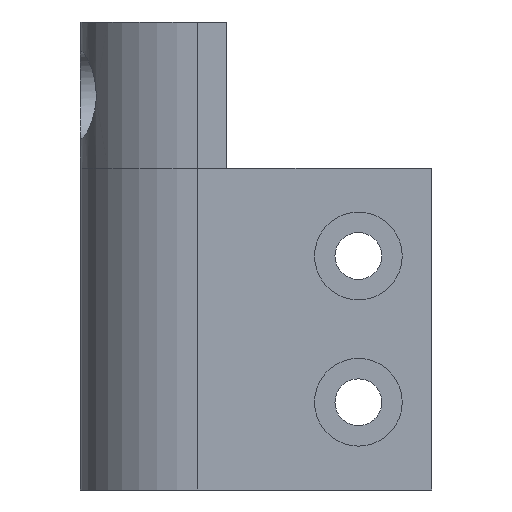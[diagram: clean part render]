
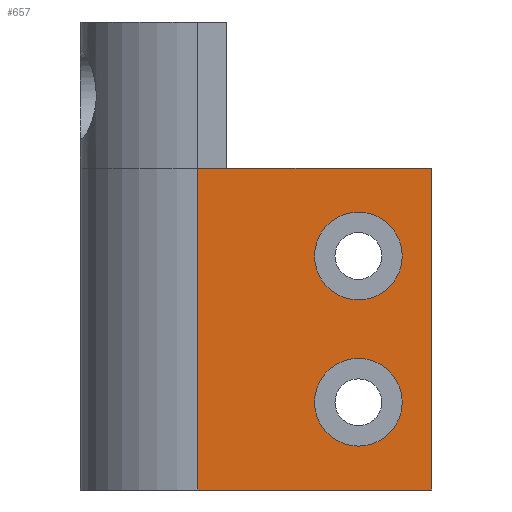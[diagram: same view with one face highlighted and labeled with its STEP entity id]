
A CAD part, left-side view. The second image highlights one B-rep face of the part: STEP entity #657.
In plain terms, the highlighted planar face has unit normal (-1, 0, 0).
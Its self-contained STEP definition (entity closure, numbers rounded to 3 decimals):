
#43 = PLANE('',#44);
#44 = AXIS2_PLACEMENT_3D('',#45,#46,#47);
#45 = CARTESIAN_POINT('',(8.,24.,0.));
#46 = DIRECTION('',(0.,0.,1.));
#47 = DIRECTION('',(1.,0.,0.));
#68 = VERTEX_POINT('',#69);
#69 = CARTESIAN_POINT('',(0.,16.,0.));
#84 = CYLINDRICAL_SURFACE('',#85,8.);
#85 = AXIS2_PLACEMENT_3D('',#86,#87,#88);
#86 = CARTESIAN_POINT('',(8.,16.,0.));
#87 = DIRECTION('',(-0.,-0.,-1.));
#88 = DIRECTION('',(1.,0.,0.));
#96 = EDGE_CURVE('',#97,#68,#99,.T.);
#97 = VERTEX_POINT('',#98);
#98 = CARTESIAN_POINT('',(0.,0.,0.));
#99 = SURFACE_CURVE('',#100,(#104,#111),.PCURVE_S1.);
#100 = LINE('',#101,#102);
#101 = CARTESIAN_POINT('',(0.,0.,0.));
#102 = VECTOR('',#103,1.);
#103 = DIRECTION('',(0.,1.,0.));
#104 = PCURVE('',#43,#105);
#105 = DEFINITIONAL_REPRESENTATION('',(#106),#110);
#106 = LINE('',#107,#108);
#107 = CARTESIAN_POINT('',(-8.,-24.));
#108 = VECTOR('',#109,1.);
#109 = DIRECTION('',(0.,1.));
#110 = ( GEOMETRIC_REPRESENTATION_CONTEXT(2) 
PARAMETRIC_REPRESENTATION_CONTEXT() REPRESENTATION_CONTEXT('2D SPACE',''
  ) );
#111 = PCURVE('',#112,#117);
#112 = PLANE('',#113);
#113 = AXIS2_PLACEMENT_3D('',#114,#115,#116);
#114 = CARTESIAN_POINT('',(0.,0.,0.));
#115 = DIRECTION('',(-1.,0.,0.));
#116 = DIRECTION('',(0.,1.,0.));
#117 = DEFINITIONAL_REPRESENTATION('',(#118),#122);
#118 = LINE('',#119,#120);
#119 = CARTESIAN_POINT('',(0.,0.));
#120 = VECTOR('',#121,1.);
#121 = DIRECTION('',(1.,0.));
#122 = ( GEOMETRIC_REPRESENTATION_CONTEXT(2) 
PARAMETRIC_REPRESENTATION_CONTEXT() REPRESENTATION_CONTEXT('2D SPACE',''
  ) );
#140 = PLANE('',#141);
#141 = AXIS2_PLACEMENT_3D('',#142,#143,#144);
#142 = CARTESIAN_POINT('',(10.,0.,0.));
#143 = DIRECTION('',(0.,-1.,0.));
#144 = DIRECTION('',(-1.,0.,0.));
#440 = VERTEX_POINT('',#441);
#441 = CARTESIAN_POINT('',(0.,16.,22.));
#468 = EDGE_CURVE('',#68,#440,#469,.T.);
#469 = SURFACE_CURVE('',#470,(#474,#481),.PCURVE_S1.);
#470 = LINE('',#471,#472);
#471 = CARTESIAN_POINT('',(0.,16.,0.));
#472 = VECTOR('',#473,1.);
#473 = DIRECTION('',(0.,0.,1.));
#474 = PCURVE('',#84,#475);
#475 = DEFINITIONAL_REPRESENTATION('',(#476),#480);
#476 = LINE('',#477,#478);
#477 = CARTESIAN_POINT('',(-3.142,0.));
#478 = VECTOR('',#479,1.);
#479 = DIRECTION('',(-0.,-1.));
#480 = ( GEOMETRIC_REPRESENTATION_CONTEXT(2) 
PARAMETRIC_REPRESENTATION_CONTEXT() REPRESENTATION_CONTEXT('2D SPACE',''
  ) );
#481 = PCURVE('',#112,#482);
#482 = DEFINITIONAL_REPRESENTATION('',(#483),#487);
#483 = LINE('',#484,#485);
#484 = CARTESIAN_POINT('',(16.,0.));
#485 = VECTOR('',#486,1.);
#486 = DIRECTION('',(0.,-1.));
#487 = ( GEOMETRIC_REPRESENTATION_CONTEXT(2) 
PARAMETRIC_REPRESENTATION_CONTEXT() REPRESENTATION_CONTEXT('2D SPACE',''
  ) );
#657 = ADVANCED_FACE('',(#658,#739,#770),#112,.T.);
#658 = FACE_BOUND('',#659,.T.);
#659 = EDGE_LOOP('',(#660,#683,#711,#737,#738));
#660 = ORIENTED_EDGE('',*,*,#661,.T.);
#661 = EDGE_CURVE('',#97,#662,#664,.T.);
#662 = VERTEX_POINT('',#663);
#663 = CARTESIAN_POINT('',(0.,0.,22.));
#664 = SURFACE_CURVE('',#665,(#669,#676),.PCURVE_S1.);
#665 = LINE('',#666,#667);
#666 = CARTESIAN_POINT('',(0.,0.,0.));
#667 = VECTOR('',#668,1.);
#668 = DIRECTION('',(0.,0.,1.));
#669 = PCURVE('',#112,#670);
#670 = DEFINITIONAL_REPRESENTATION('',(#671),#675);
#671 = LINE('',#672,#673);
#672 = CARTESIAN_POINT('',(0.,0.));
#673 = VECTOR('',#674,1.);
#674 = DIRECTION('',(0.,-1.));
#675 = ( GEOMETRIC_REPRESENTATION_CONTEXT(2) 
PARAMETRIC_REPRESENTATION_CONTEXT() REPRESENTATION_CONTEXT('2D SPACE',''
  ) );
#676 = PCURVE('',#140,#677);
#677 = DEFINITIONAL_REPRESENTATION('',(#678),#682);
#678 = LINE('',#679,#680);
#679 = CARTESIAN_POINT('',(10.,0.));
#680 = VECTOR('',#681,1.);
#681 = DIRECTION('',(0.,-1.));
#682 = ( GEOMETRIC_REPRESENTATION_CONTEXT(2) 
PARAMETRIC_REPRESENTATION_CONTEXT() REPRESENTATION_CONTEXT('2D SPACE',''
  ) );
#683 = ORIENTED_EDGE('',*,*,#684,.T.);
#684 = EDGE_CURVE('',#662,#685,#687,.T.);
#685 = VERTEX_POINT('',#686);
#686 = CARTESIAN_POINT('',(0.,14.,22.));
#687 = SURFACE_CURVE('',#688,(#692,#699),.PCURVE_S1.);
#688 = LINE('',#689,#690);
#689 = CARTESIAN_POINT('',(0.,0.,22.));
#690 = VECTOR('',#691,1.);
#691 = DIRECTION('',(0.,1.,0.));
#692 = PCURVE('',#112,#693);
#693 = DEFINITIONAL_REPRESENTATION('',(#694),#698);
#694 = LINE('',#695,#696);
#695 = CARTESIAN_POINT('',(0.,-22.));
#696 = VECTOR('',#697,1.);
#697 = DIRECTION('',(1.,0.));
#698 = ( GEOMETRIC_REPRESENTATION_CONTEXT(2) 
PARAMETRIC_REPRESENTATION_CONTEXT() REPRESENTATION_CONTEXT('2D SPACE',''
  ) );
#699 = PCURVE('',#700,#705);
#700 = PLANE('',#701);
#701 = AXIS2_PLACEMENT_3D('',#702,#703,#704);
#702 = CARTESIAN_POINT('',(8.,24.,22.));
#703 = DIRECTION('',(0.,0.,1.));
#704 = DIRECTION('',(1.,0.,0.));
#705 = DEFINITIONAL_REPRESENTATION('',(#706),#710);
#706 = LINE('',#707,#708);
#707 = CARTESIAN_POINT('',(-8.,-24.));
#708 = VECTOR('',#709,1.);
#709 = DIRECTION('',(0.,1.));
#710 = ( GEOMETRIC_REPRESENTATION_CONTEXT(2) 
PARAMETRIC_REPRESENTATION_CONTEXT() REPRESENTATION_CONTEXT('2D SPACE',''
  ) );
#711 = ORIENTED_EDGE('',*,*,#712,.T.);
#712 = EDGE_CURVE('',#685,#440,#713,.T.);
#713 = SURFACE_CURVE('',#714,(#718,#725),.PCURVE_S1.);
#714 = LINE('',#715,#716);
#715 = CARTESIAN_POINT('',(0.,14.,22.));
#716 = VECTOR('',#717,1.);
#717 = DIRECTION('',(0.,1.,0.));
#718 = PCURVE('',#112,#719);
#719 = DEFINITIONAL_REPRESENTATION('',(#720),#724);
#720 = LINE('',#721,#722);
#721 = CARTESIAN_POINT('',(14.,-22.));
#722 = VECTOR('',#723,1.);
#723 = DIRECTION('',(1.,0.));
#724 = ( GEOMETRIC_REPRESENTATION_CONTEXT(2) 
PARAMETRIC_REPRESENTATION_CONTEXT() REPRESENTATION_CONTEXT('2D SPACE',''
  ) );
#725 = PCURVE('',#726,#731);
#726 = PLANE('',#727);
#727 = AXIS2_PLACEMENT_3D('',#728,#729,#730);
#728 = CARTESIAN_POINT('',(0.,14.,22.));
#729 = DIRECTION('',(-1.,0.,0.));
#730 = DIRECTION('',(0.,1.,0.));
#731 = DEFINITIONAL_REPRESENTATION('',(#732),#736);
#732 = LINE('',#733,#734);
#733 = CARTESIAN_POINT('',(0.,0.));
#734 = VECTOR('',#735,1.);
#735 = DIRECTION('',(1.,0.));
#736 = ( GEOMETRIC_REPRESENTATION_CONTEXT(2) 
PARAMETRIC_REPRESENTATION_CONTEXT() REPRESENTATION_CONTEXT('2D SPACE',''
  ) );
#737 = ORIENTED_EDGE('',*,*,#468,.F.);
#738 = ORIENTED_EDGE('',*,*,#96,.F.);
#739 = FACE_BOUND('',#740,.T.);
#740 = EDGE_LOOP('',(#741));
#741 = ORIENTED_EDGE('',*,*,#742,.F.);
#742 = EDGE_CURVE('',#743,#743,#745,.T.);
#743 = VERTEX_POINT('',#744);
#744 = CARTESIAN_POINT('',(0.,2.,6.));
#745 = SURFACE_CURVE('',#746,(#751,#758),.PCURVE_S1.);
#746 = CIRCLE('',#747,3.);
#747 = AXIS2_PLACEMENT_3D('',#748,#749,#750);
#748 = CARTESIAN_POINT('',(0.,5.,6.));
#749 = DIRECTION('',(-1.,0.,0.));
#750 = DIRECTION('',(0.,-1.,0.));
#751 = PCURVE('',#112,#752);
#752 = DEFINITIONAL_REPRESENTATION('',(#753),#757);
#753 = CIRCLE('',#754,3.);
#754 = AXIS2_PLACEMENT_2D('',#755,#756);
#755 = CARTESIAN_POINT('',(5.,-6.));
#756 = DIRECTION('',(-1.,0.));
#757 = ( GEOMETRIC_REPRESENTATION_CONTEXT(2) 
PARAMETRIC_REPRESENTATION_CONTEXT() REPRESENTATION_CONTEXT('2D SPACE',''
  ) );
#758 = PCURVE('',#759,#764);
#759 = CYLINDRICAL_SURFACE('',#760,3.);
#760 = AXIS2_PLACEMENT_3D('',#761,#762,#763);
#761 = CARTESIAN_POINT('',(0.,5.,6.));
#762 = DIRECTION('',(-1.,0.,0.));
#763 = DIRECTION('',(0.,-1.,0.));
#764 = DEFINITIONAL_REPRESENTATION('',(#765),#769);
#765 = LINE('',#766,#767);
#766 = CARTESIAN_POINT('',(0.,0.));
#767 = VECTOR('',#768,1.);
#768 = DIRECTION('',(1.,0.));
#769 = ( GEOMETRIC_REPRESENTATION_CONTEXT(2) 
PARAMETRIC_REPRESENTATION_CONTEXT() REPRESENTATION_CONTEXT('2D SPACE',''
  ) );
#770 = FACE_BOUND('',#771,.T.);
#771 = EDGE_LOOP('',(#772));
#772 = ORIENTED_EDGE('',*,*,#773,.F.);
#773 = EDGE_CURVE('',#774,#774,#776,.T.);
#774 = VERTEX_POINT('',#775);
#775 = CARTESIAN_POINT('',(0.,2.,16.));
#776 = SURFACE_CURVE('',#777,(#782,#789),.PCURVE_S1.);
#777 = CIRCLE('',#778,3.);
#778 = AXIS2_PLACEMENT_3D('',#779,#780,#781);
#779 = CARTESIAN_POINT('',(0.,5.,16.));
#780 = DIRECTION('',(-1.,0.,0.));
#781 = DIRECTION('',(0.,-1.,0.));
#782 = PCURVE('',#112,#783);
#783 = DEFINITIONAL_REPRESENTATION('',(#784),#788);
#784 = CIRCLE('',#785,3.);
#785 = AXIS2_PLACEMENT_2D('',#786,#787);
#786 = CARTESIAN_POINT('',(5.,-16.));
#787 = DIRECTION('',(-1.,0.));
#788 = ( GEOMETRIC_REPRESENTATION_CONTEXT(2) 
PARAMETRIC_REPRESENTATION_CONTEXT() REPRESENTATION_CONTEXT('2D SPACE',''
  ) );
#789 = PCURVE('',#790,#795);
#790 = CYLINDRICAL_SURFACE('',#791,3.);
#791 = AXIS2_PLACEMENT_3D('',#792,#793,#794);
#792 = CARTESIAN_POINT('',(0.,5.,16.));
#793 = DIRECTION('',(-1.,0.,0.));
#794 = DIRECTION('',(0.,-1.,0.));
#795 = DEFINITIONAL_REPRESENTATION('',(#796),#800);
#796 = LINE('',#797,#798);
#797 = CARTESIAN_POINT('',(0.,0.));
#798 = VECTOR('',#799,1.);
#799 = DIRECTION('',(1.,0.));
#800 = ( GEOMETRIC_REPRESENTATION_CONTEXT(2) 
PARAMETRIC_REPRESENTATION_CONTEXT() REPRESENTATION_CONTEXT('2D SPACE',''
  ) );
